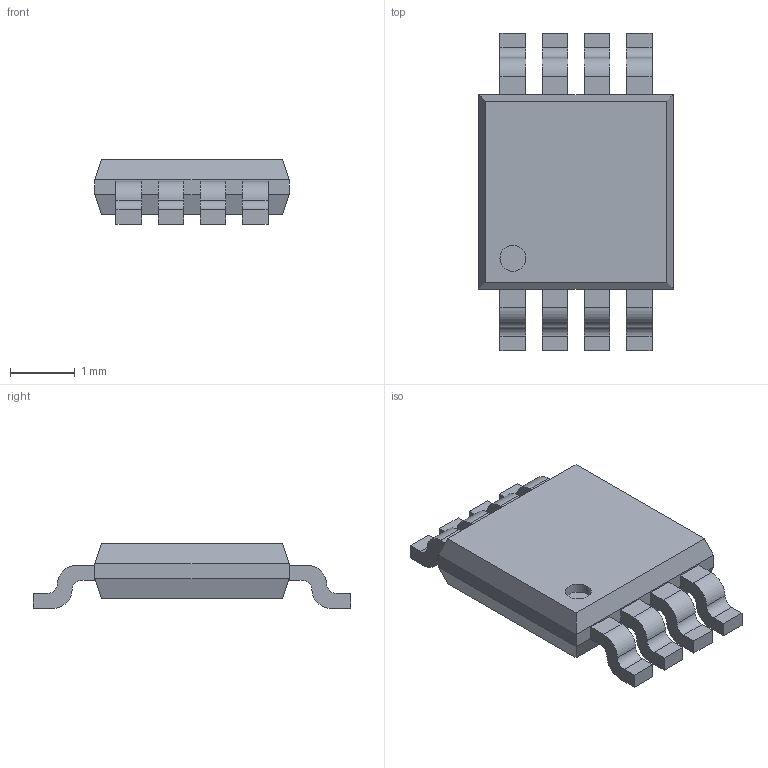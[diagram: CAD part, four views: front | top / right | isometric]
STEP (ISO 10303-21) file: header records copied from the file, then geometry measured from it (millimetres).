
FILE_DESCRIPTION(/* description */ (''),/* implementation_level */ '2;1');
FILE_NAME(/* name */ '5f4a9f2c2d7234127cb34855',/* time_stamp */ '2020-08-29T18:32:12+00:00',/* author */ (''),/* organization */ (''),/* preprocessor_version */ 'ST-DEVELOPER v16.7',/* originating_system */ $,/* authorisation */ $);
FILE_SCHEMA (('AUTOMOTIVE_DESIGN {1 0 10303 214 3 1 1}'));
Length unit declared in the file: metre
Products named in the file (9): Pin5; Pin6; Pin7; Pin8; Pin4; Pin3; Pin2; Pin1; Body
Bounding box: 3 x 4.9 x 1 mm (x, y, z)
Volume: 8.2 mm3; surface area: 39.9 mm2
Topology: 9 solids, 9 shells, 112 faces, 271 edges, 178 vertices
Faces by surface type: plane 79, cylinder 33
Full cylindrical faces by diameter (mm): 0.4 x1
Entity records: 3498 total; most frequent: DIRECTION 578, CARTESIAN_POINT 569, ORIENTED_EDGE 540, EDGE_CURVE 270, LINE 204, VECTOR 204, AXIS2_PLACEMENT_3D 187, VERTEX_POINT 178
